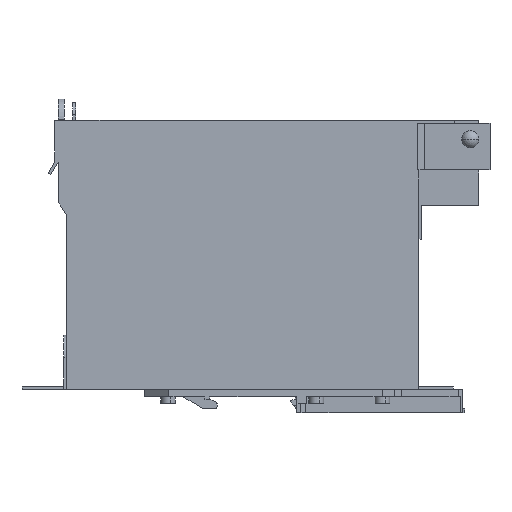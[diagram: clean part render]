
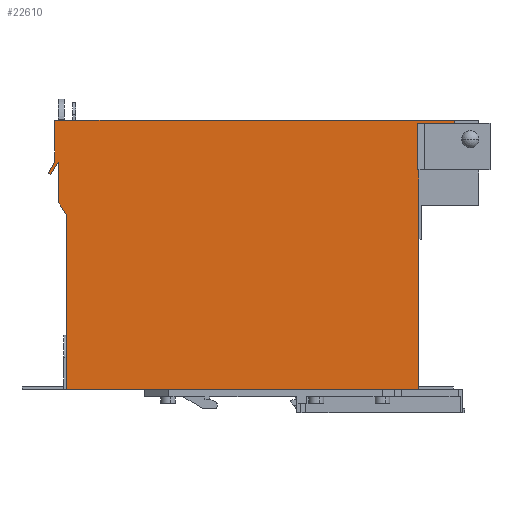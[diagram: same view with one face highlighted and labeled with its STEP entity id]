
A CAD part, left-side view. The second image highlights one B-rep face of the part: STEP entity #22610.
In plain terms, the highlighted planar face has unit normal (-1, 0, 0).
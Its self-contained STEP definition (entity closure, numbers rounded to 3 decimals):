
#120=CARTESIAN_POINT('',(-42.5,70.446,-143.));
#130=VERTEX_POINT('',#120);
#160=CARTESIAN_POINT('',(-42.5,0.,-143.));
#170=DIRECTION('',(0.,1.,0.));
#180=VECTOR('',#170,1.);
#190=LINE('',#160,#180);
#200=CARTESIAN_POINT('',(-42.5,-1.,-143.));
#210=VERTEX_POINT('',#200);
#220=EDGE_CURVE('',#210,#130,#190,.T.);
#2330=CARTESIAN_POINT('',(-42.5,108.751,15.45));
#2340=VERTEX_POINT('',#2330);
#2570=CARTESIAN_POINT('',(-42.5,107.5,15.45));
#2580=VERTEX_POINT('',#2570);
#2610=CARTESIAN_POINT('',(-42.5,0.,15.45));
#2620=DIRECTION('',(0.,1.,0.));
#2630=VECTOR('',#2620,1.);
#2640=LINE('',#2610,#2630);
#2650=EDGE_CURVE('',#2580,#2340,#2640,.T.);
#7260=CARTESIAN_POINT('',(-42.5,88.5,1.));
#7270=VERTEX_POINT('',#7260);
#8590=CARTESIAN_POINT('',(-42.5,-1.,1.));
#8600=VERTEX_POINT('',#8590);
#8630=CARTESIAN_POINT('',(-42.5,0.,1.));
#8640=DIRECTION('',(0.,1.,0.));
#8650=VECTOR('',#8640,1.);
#8660=LINE('',#8630,#8650);
#8670=EDGE_CURVE('',#8600,#7270,#8660,.T.);
#13750=CARTESIAN_POINT('',(-42.5,88.5,0.414));
#13760=VERTEX_POINT('',#13750);
#13790=CARTESIAN_POINT('',(-42.5,0.,0.414));
#13800=DIRECTION('',(0.,1.,0.));
#13810=VECTOR('',#13800,1.);
#13820=LINE('',#13790,#13810);
#13830=CARTESIAN_POINT('',(-42.5,107.5,0.414));
#13840=VERTEX_POINT('',#13830);
#13850=EDGE_CURVE('',#13760,#13840,#13820,.T.);
#14380=CARTESIAN_POINT('',(-42.5,88.5,0.));
#14390=DIRECTION('',(0.,0.,1.));
#14400=VECTOR('',#14390,1.);
#14410=LINE('',#14380,#14400);
#14420=EDGE_CURVE('',#13760,#7270,#14410,.T.);
#18800=CARTESIAN_POINT('',(-42.5,87.179,-150.383));
#18810=VERTEX_POINT('',#18800);
#18890=CARTESIAN_POINT('',(-42.5,92.085,-147.55));
#18900=VERTEX_POINT('',#18890);
#18930=CARTESIAN_POINT('',(-42.5,0.,-200.715));
#18940=DIRECTION('',(0.,0.866,0.5));
#18950=VECTOR('',#18940,1.);
#18960=LINE('',#18930,#18950);
#18970=EDGE_CURVE('',#18810,#18900,#18960,.T.);
#21840=CARTESIAN_POINT('',(-42.5,-3.744,19.596));
#21850=DIRECTION('',(-1.,0.,0.));
#21860=DIRECTION('',(0.,1.,0.));
#21870=AXIS2_PLACEMENT_3D('',#21840,#21850,#21860);
#21880=PLANE('',#21870);
#21890=ORIENTED_EDGE('',*,*,#220,.F.);
#21900=CARTESIAN_POINT('',(-42.5,0.,-97.252));
#21910=DIRECTION('',(0.,0.839,-0.545));
#21920=VECTOR('',#21910,1.);
#21930=LINE('',#21900,#21920);
#21940=CARTESIAN_POINT('',(-42.5,75.461,-146.257));
#21950=VERTEX_POINT('',#21940);
#21960=EDGE_CURVE('',#130,#21950,#21930,.T.);
#21970=ORIENTED_EDGE('',*,*,#21960,.F.);
#21980=CARTESIAN_POINT('',(-42.5,0.,-146.257));
#21990=DIRECTION('',(0.,1.,0.));
#22000=VECTOR('',#21990,1.);
#22010=LINE('',#21980,#22000);
#22020=CARTESIAN_POINT('',(-42.5,91.75,-146.257));
#22030=VERTEX_POINT('',#22020);
#22040=EDGE_CURVE('',#21950,#22030,#22010,.T.);
#22050=ORIENTED_EDGE('',*,*,#22040,.F.);
#22060=CARTESIAN_POINT('',(-42.5,91.75,0.));
#22070=DIRECTION('',(0.,0.,1.));
#22080=VECTOR('',#22070,1.);
#22090=LINE('',#22060,#22080);
#22100=CARTESIAN_POINT('',(-42.5,91.75,-146.3));
#22110=VERTEX_POINT('',#22100);
#22120=EDGE_CURVE('',#22110,#22030,#22090,.T.);
#22130=ORIENTED_EDGE('',*,*,#22120,.T.);
#22140=CARTESIAN_POINT('',(-42.5,0.,-199.272));
#22150=DIRECTION('',(0.,0.866,0.5));
#22160=VECTOR('',#22150,1.);
#22170=LINE('',#22140,#22160);
#22180=CARTESIAN_POINT('',(-42.5,86.554,-149.3));
#22190=VERTEX_POINT('',#22180);
#22200=EDGE_CURVE('',#22190,#22110,#22170,.T.);
#22210=ORIENTED_EDGE('',*,*,#22200,.T.);
#22220=CARTESIAN_POINT('',(-42.5,0.355,0.));
#22230=DIRECTION('',(0.,-0.5,0.866));
#22240=VECTOR('',#22230,1.);
#22250=LINE('',#22220,#22240);
#22260=EDGE_CURVE('',#18810,#22190,#22250,.T.);
#22270=ORIENTED_EDGE('',*,*,#22260,.T.);
#22280=ORIENTED_EDGE('',*,*,#18970,.F.);
#22290=CARTESIAN_POINT('',(-42.5,0.,-147.55));
#22300=DIRECTION('',(0.,-1.,0.));
#22310=VECTOR('',#22300,1.);
#22320=LINE('',#22290,#22310);
#22330=CARTESIAN_POINT('',(-42.5,108.751,-147.55));
#22340=VERTEX_POINT('',#22330);
#22350=EDGE_CURVE('',#22340,#18900,#22320,.T.);
#22360=ORIENTED_EDGE('',*,*,#22350,.T.);
#22370=CARTESIAN_POINT('',(-42.5,108.751,0.));
#22380=DIRECTION('',(0.,0.,-1.));
#22390=VECTOR('',#22380,1.);
#22400=LINE('',#22370,#22390);
#22410=EDGE_CURVE('',#2340,#22340,#22400,.T.);
#22420=ORIENTED_EDGE('',*,*,#22410,.T.);
#22430=ORIENTED_EDGE('',*,*,#2650,.T.);
#22440=CARTESIAN_POINT('',(-42.5,107.5,0.));
#22450=DIRECTION('',(0.,0.,-1.));
#22460=VECTOR('',#22450,1.);
#22470=LINE('',#22440,#22460);
#22480=EDGE_CURVE('',#2580,#13840,#22470,.T.);
#22490=ORIENTED_EDGE('',*,*,#22480,.F.);
#22500=ORIENTED_EDGE('',*,*,#13850,.T.);
#22510=ORIENTED_EDGE('',*,*,#14420,.F.);
#22520=ORIENTED_EDGE('',*,*,#8670,.T.);
#22530=CARTESIAN_POINT('',(-42.5,-1.,0.));
#22540=DIRECTION('',(0.,0.,1.));
#22550=VECTOR('',#22540,1.);
#22560=LINE('',#22530,#22550);
#22570=EDGE_CURVE('',#210,#8600,#22560,.T.);
#22580=ORIENTED_EDGE('',*,*,#22570,.T.);
#22590=EDGE_LOOP('',(#22580,#22520,#22510,#22500,#22490,#22430,#22420,
#22360,#22280,#22270,#22210,#22130,#22050,#21970,#21890));
#22600=FACE_OUTER_BOUND('',#22590,.T.);
#22610=ADVANCED_FACE('',(#22600),#21880,.T.);
